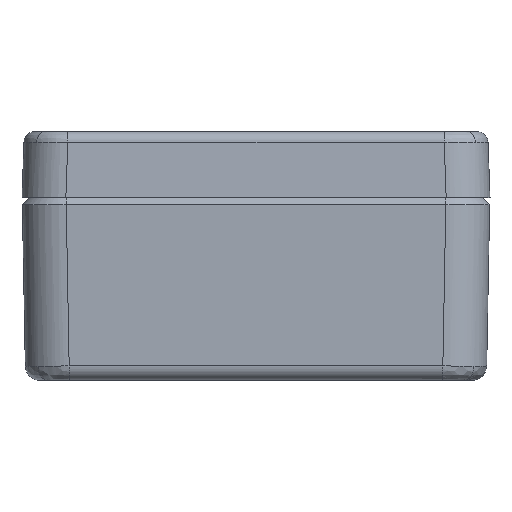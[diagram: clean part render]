
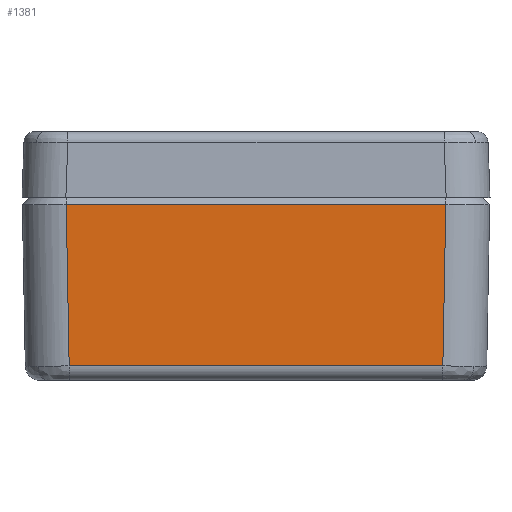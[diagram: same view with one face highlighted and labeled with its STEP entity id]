
A CAD part, left-side view. The second image highlights one B-rep face of the part: STEP entity #1381.
In plain terms, the highlighted planar face has unit normal (-1, 0, -0.018).
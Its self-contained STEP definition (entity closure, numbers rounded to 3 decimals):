
#461=PLANE('',#18546);
#1381=ADVANCED_FACE('',(#2490),#461,.T.);
#2490=FACE_OUTER_BOUND('',#3629,.F.);
#3629=EDGE_LOOP('',(#5939,#5940,#5941,#5942));
#5939=ORIENTED_EDGE('',*,*,#13306,.F.);
#5940=ORIENTED_EDGE('',*,*,#13307,.F.);
#5941=ORIENTED_EDGE('',*,*,#13294,.F.);
#5942=ORIENTED_EDGE('',*,*,#13308,.F.);
#10841=LINE('',#28435,#11745);
#10849=LINE('',#28467,#11753);
#10850=LINE('',#28468,#11754);
#10851=LINE('',#28469,#11755);
#11745=VECTOR('',#20914,51.911);
#11753=VECTOR('',#20922,51.103);
#11754=VECTOR('',#20923,22.062);
#11755=VECTOR('',#20924,22.062);
#13294=EDGE_CURVE('',#16338,#16336,#10841,.T.);
#13306=EDGE_CURVE('',#16327,#16326,#10849,.T.);
#13307=EDGE_CURVE('',#16336,#16327,#10850,.T.);
#13308=EDGE_CURVE('',#16326,#16338,#10851,.T.);
#16326=VERTEX_POINT('',#25437);
#16327=VERTEX_POINT('',#25438);
#16336=VERTEX_POINT('',#25447);
#16338=VERTEX_POINT('',#25449);
#18546=AXIS2_PLACEMENT_3D('',#36251,#21559,#21560);
#20914=DIRECTION('',(0.,1.,0.));
#20922=DIRECTION('',(0.,-1.,0.));
#20923=DIRECTION('',(0.018,-0.018,
-1.));
#20924=DIRECTION('',(-0.018,-0.018,
1.));
#21559=DIRECTION('',(-1.,0.,-0.018));
#21560=DIRECTION('',(-0.018,0.,1.));
#25437=CARTESIAN_POINT('',(-43.64,-31.458,
-3.998));
#25438=CARTESIAN_POINT('',(-43.64,19.645,
-3.998));
#25447=CARTESIAN_POINT('',(-44.044,20.049,
18.056));
#25449=CARTESIAN_POINT('',(-44.044,-31.862,
18.056));
#28435=CARTESIAN_POINT('',(-44.044,-31.862,
18.056));
#28467=CARTESIAN_POINT('',(-43.64,19.645,
-3.998));
#28468=CARTESIAN_POINT('',(-44.044,20.049,
18.056));
#28469=CARTESIAN_POINT('',(-43.64,-31.458,
-3.998));
#36251=CARTESIAN_POINT('',(-43.592,-34.458,
-6.594));
